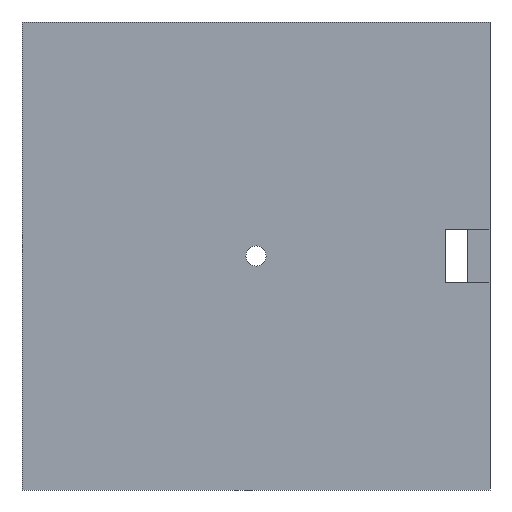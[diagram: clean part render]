
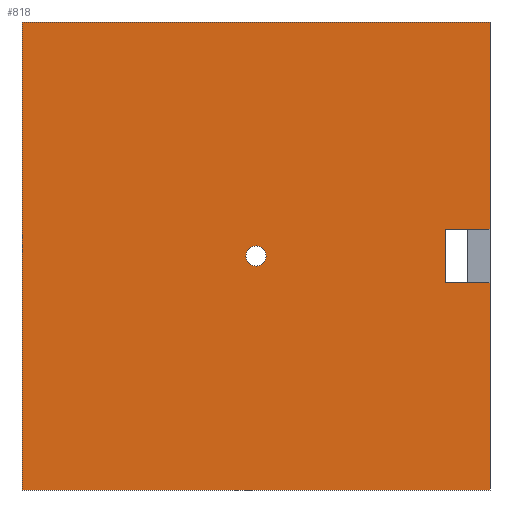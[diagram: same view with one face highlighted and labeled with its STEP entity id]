
A CAD part, front view. The second image highlights one B-rep face of the part: STEP entity #818.
In plain terms, the highlighted planar face has unit normal (0, -1, 0).
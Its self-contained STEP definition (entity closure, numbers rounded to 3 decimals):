
#1=CARTESIAN_POINT('',(52.5,0.,-52.5));
#2=DIRECTION('',(0.,-1.,0.));
#3=DIRECTION('',(0.,0.,1.));
#4=AXIS2_PLACEMENT_3D('',#1,#2,#3);
#6=CARTESIAN_POINT('',(52.5,0.,-52.5));
#7=DIRECTION('',(0.,-1.,0.));
#8=DIRECTION('',(0.,0.,-1.));
#9=AXIS2_PLACEMENT_3D('',#6,#7,#8);
#11=DIRECTION('',(0.,0.,1.));
#12=VECTOR('',#11,12.);
#13=CARTESIAN_POINT('',(95.,0.,-58.5));
#14=LINE('',#13,#12);
#15=DIRECTION('',(-1.,0.,0.));
#16=VECTOR('',#15,10.);
#17=CARTESIAN_POINT('',(105.,0.,-58.5));
#18=LINE('',#17,#16);
#19=DIRECTION('',(0.,0.,-1.));
#20=VECTOR('',#19,46.5);
#21=CARTESIAN_POINT('',(105.,0.,-58.5));
#22=LINE('',#21,#20);
#23=DIRECTION('',(-1.,0.,0.));
#24=VECTOR('',#23,105.);
#25=CARTESIAN_POINT('',(105.,0.,-105.));
#26=LINE('',#25,#24);
#27=DIRECTION('',(0.,0.,1.));
#28=VECTOR('',#27,105.);
#29=CARTESIAN_POINT('',(0.,0.,-105.));
#30=LINE('',#29,#28);
#31=DIRECTION('',(1.,0.,0.));
#32=VECTOR('',#31,105.);
#33=CARTESIAN_POINT('',(0.,0.,0.));
#34=LINE('',#33,#32);
#35=DIRECTION('',(0.,0.,-1.));
#36=VECTOR('',#35,46.5);
#37=CARTESIAN_POINT('',(105.,0.,0.));
#38=LINE('',#37,#36);
#39=DIRECTION('',(-1.,0.,0.));
#40=VECTOR('',#39,10.);
#41=CARTESIAN_POINT('',(105.,0.,-46.5));
#42=LINE('',#41,#40);
#597=CARTESIAN_POINT('',(0.,0.,0.));
#598=CARTESIAN_POINT('',(105.,0.,0.));
#599=VERTEX_POINT('',#597);
#600=VERTEX_POINT('',#598);
#601=CARTESIAN_POINT('',(105.,0.,-105.));
#602=CARTESIAN_POINT('',(0.,0.,-105.));
#603=VERTEX_POINT('',#601);
#604=VERTEX_POINT('',#602);
#701=CARTESIAN_POINT('',(52.5,0.,-50.25));
#702=CARTESIAN_POINT('',(52.5,0.,-54.75));
#703=VERTEX_POINT('',#701);
#704=VERTEX_POINT('',#702);
#709=CARTESIAN_POINT('',(95.,0.,-58.5));
#710=CARTESIAN_POINT('',(95.,0.,-46.5));
#711=VERTEX_POINT('',#709);
#712=VERTEX_POINT('',#710);
#713=CARTESIAN_POINT('',(105.,0.,-46.5));
#714=VERTEX_POINT('',#713);
#715=CARTESIAN_POINT('',(105.,0.,-58.5));
#716=VERTEX_POINT('',#715);
#789=CARTESIAN_POINT('',(0.,0.,0.));
#790=DIRECTION('',(0.,1.,0.));
#791=DIRECTION('',(1.,0.,0.));
#792=AXIS2_PLACEMENT_3D('',#789,#790,#791);
#793=PLANE('',#792);
#795=ORIENTED_EDGE('',*,*,#794,.F.);
#797=ORIENTED_EDGE('',*,*,#796,.F.);
#799=ORIENTED_EDGE('',*,*,#798,.T.);
#801=ORIENTED_EDGE('',*,*,#800,.T.);
#803=ORIENTED_EDGE('',*,*,#802,.T.);
#805=ORIENTED_EDGE('',*,*,#804,.T.);
#807=ORIENTED_EDGE('',*,*,#806,.T.);
#809=ORIENTED_EDGE('',*,*,#808,.T.);
#810=EDGE_LOOP('',(#795,#797,#799,#801,#803,#805,#807,#809));
#811=FACE_OUTER_BOUND('',#810,.F.);
#813=ORIENTED_EDGE('',*,*,#812,.T.);
#815=ORIENTED_EDGE('',*,*,#814,.T.);
#816=EDGE_LOOP('',(#813,#815));
#817=FACE_BOUND('',#816,.F.);
#818=ADVANCED_FACE('',(#811,#817),#793,.F.);
#5=CIRCLE('',#4,2.25);
#10=CIRCLE('',#9,2.25);
#794=EDGE_CURVE('',#711,#712,#14,.T.);
#796=EDGE_CURVE('',#716,#711,#18,.T.);
#798=EDGE_CURVE('',#716,#603,#22,.T.);
#800=EDGE_CURVE('',#603,#604,#26,.T.);
#802=EDGE_CURVE('',#604,#599,#30,.T.);
#804=EDGE_CURVE('',#599,#600,#34,.T.);
#806=EDGE_CURVE('',#600,#714,#38,.T.);
#808=EDGE_CURVE('',#714,#712,#42,.T.);
#812=EDGE_CURVE('',#703,#704,#5,.T.);
#814=EDGE_CURVE('',#704,#703,#10,.T.);
